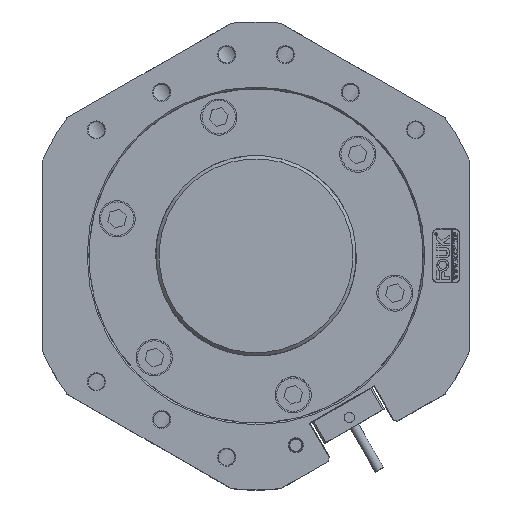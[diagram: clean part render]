
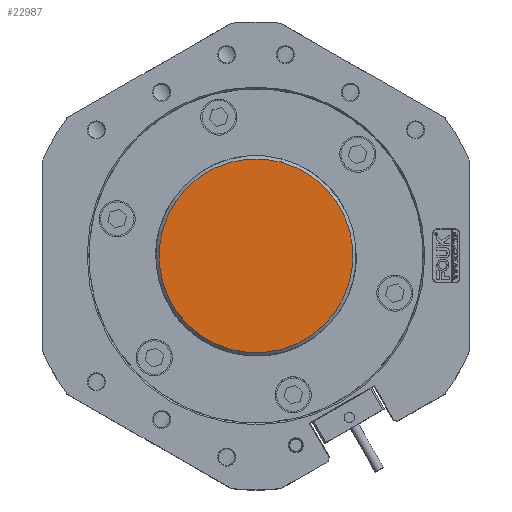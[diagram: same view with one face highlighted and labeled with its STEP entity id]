
A CAD part, top view. The second image highlights one B-rep face of the part: STEP entity #22987.
In plain terms, the highlighted face is planar.
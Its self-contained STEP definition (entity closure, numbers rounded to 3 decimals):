
#622 = FACE_OUTER_BOUND ( 'NONE', #6724, .T. ) ;
#3083 = EDGE_CURVE ( 'NONE', #6261, #33430, #33913, .T. ) ;
#4614 = CARTESIAN_POINT ( 'NONE',  ( 0., 28.1, -29. ) ) ;
#5247 = AXIS2_PLACEMENT_3D ( 'NONE', #33448, #26985, #26689 ) ;
#6261 = VERTEX_POINT ( 'NONE', #4614 ) ;
#6724 = EDGE_LOOP ( 'NONE', ( #40054, #21234 ) ) ;
#10786 = AXIS2_PLACEMENT_3D ( 'NONE', #24110, #34764, #17567 ) ;
#14056 = PLANE ( 'NONE',  #33269 ) ;
#17567 = DIRECTION ( 'NONE',  ( 0., 0., -1. ) ) ;
#18716 = EDGE_CURVE ( 'NONE', #33430, #6261, #21697, .T. ) ;
#21234 = ORIENTED_EDGE ( 'NONE', *, *, #18716, .T. ) ;
#21697 = CIRCLE ( 'NONE', #10786, 29. ) ;
#22987 = ADVANCED_FACE ( 'NONE', ( #622 ), #14056, .F. ) ;
#24077 = DIRECTION ( 'NONE',  ( 0., 0., -1. ) ) ;
#24110 = CARTESIAN_POINT ( 'NONE',  ( 0., 28.1, 0. ) ) ;
#26689 = DIRECTION ( 'NONE',  ( 0., 0., -1. ) ) ;
#26985 = DIRECTION ( 'NONE',  ( 0., 1., 0. ) ) ;
#33269 = AXIS2_PLACEMENT_3D ( 'NONE', #34435, #34300, #24077 ) ;
#33430 = VERTEX_POINT ( 'NONE', #39270 ) ;
#33448 = CARTESIAN_POINT ( 'NONE',  ( 0., 28.1, 0. ) ) ;
#33913 = CIRCLE ( 'NONE', #5247, 29. ) ;
#34300 = DIRECTION ( 'NONE',  ( 0., -1., 0. ) ) ;
#34435 = CARTESIAN_POINT ( 'NONE',  ( -30., 28.1, 0. ) ) ;
#34764 = DIRECTION ( 'NONE',  ( 0., 1., 0. ) ) ;
#39270 = CARTESIAN_POINT ( 'NONE',  ( 0., 28.1, 29. ) ) ;
#40054 = ORIENTED_EDGE ( 'NONE', *, *, #3083, .T. ) ;
